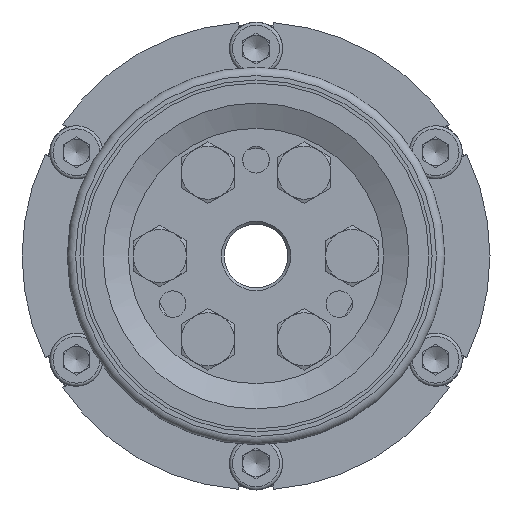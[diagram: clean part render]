
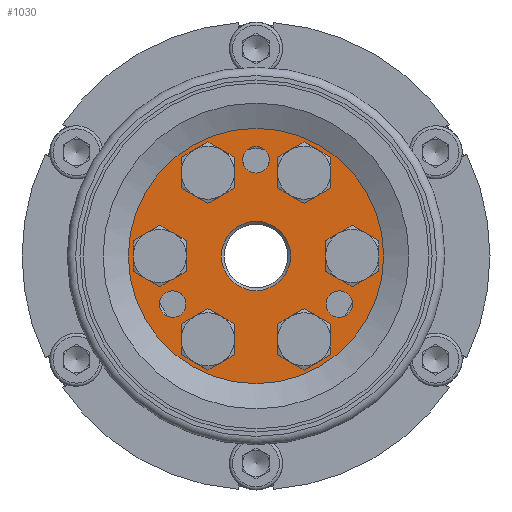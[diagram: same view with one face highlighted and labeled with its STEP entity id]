
A CAD part, left-side view. The second image highlights one B-rep face of the part: STEP entity #1030.
In plain terms, the highlighted planar face has unit normal (-1, 0, 0).
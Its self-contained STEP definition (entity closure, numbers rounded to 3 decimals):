
#1030 = ADVANCED_FACE( '', ( #2626, #2627, #2628, #2629, #2630, #2631, #2632, #2633, #2634, #2635, #2636 ), #2637, .T. );
#2626 = FACE_BOUND( '', #4979, .T. );
#2627 = FACE_OUTER_BOUND( '', #4980, .T. );
#2628 = FACE_BOUND( '', #4981, .T. );
#2629 = FACE_BOUND( '', #4982, .T. );
#2630 = FACE_BOUND( '', #4983, .T. );
#2631 = FACE_BOUND( '', #4984, .T. );
#2632 = FACE_BOUND( '', #4985, .T. );
#2633 = FACE_BOUND( '', #4986, .T. );
#2634 = FACE_BOUND( '', #4987, .T. );
#2635 = FACE_BOUND( '', #4988, .T. );
#2636 = FACE_BOUND( '', #4989, .T. );
#2637 = PLANE( '', #4990 );
#4979 = EDGE_LOOP( '', ( #8134 ) );
#4980 = EDGE_LOOP( '', ( #8135 ) );
#4981 = EDGE_LOOP( '', ( #8136 ) );
#4982 = EDGE_LOOP( '', ( #8137 ) );
#4983 = EDGE_LOOP( '', ( #8138 ) );
#4984 = EDGE_LOOP( '', ( #8139 ) );
#4985 = EDGE_LOOP( '', ( #8140 ) );
#4986 = EDGE_LOOP( '', ( #8141 ) );
#4987 = EDGE_LOOP( '', ( #8142 ) );
#4988 = EDGE_LOOP( '', ( #8143 ) );
#4989 = EDGE_LOOP( '', ( #8144 ) );
#4990 = AXIS2_PLACEMENT_3D( '', #8145, #8146, #8147 );
#8134 = ORIENTED_EDGE( '', *, *, #12327, .T. );
#8135 = ORIENTED_EDGE( '', *, *, #12277, .T. );
#8136 = ORIENTED_EDGE( '', *, *, #12943, .T. );
#8137 = ORIENTED_EDGE( '', *, *, #12944, .T. );
#8138 = ORIENTED_EDGE( '', *, *, #12945, .T. );
#8139 = ORIENTED_EDGE( '', *, *, #12946, .T. );
#8140 = ORIENTED_EDGE( '', *, *, #12947, .T. );
#8141 = ORIENTED_EDGE( '', *, *, #12948, .T. );
#8142 = ORIENTED_EDGE( '', *, *, #12949, .T. );
#8143 = ORIENTED_EDGE( '', *, *, #12950, .T. );
#8144 = ORIENTED_EDGE( '', *, *, #12951, .T. );
#8145 = CARTESIAN_POINT( '', ( -42.05, 0., 5.5 ) );
#8146 = DIRECTION( '', ( -1., 0., 0. ) );
#8147 = DIRECTION( '', ( 0., 0., 1. ) );
#12277 = EDGE_CURVE( '', #14422, #14422, #14423, .T. );
#12327 = EDGE_CURVE( '', #14508, #14508, #14509, .F. );
#12943 = EDGE_CURVE( '', #15533, #15533, #15534, .T. );
#12944 = EDGE_CURVE( '', #15535, #15535, #15536, .T. );
#12945 = EDGE_CURVE( '', #15537, #15537, #15538, .T. );
#12946 = EDGE_CURVE( '', #15539, #15539, #15540, .T. );
#12947 = EDGE_CURVE( '', #15541, #15541, #15542, .T. );
#12948 = EDGE_CURVE( '', #15543, #15543, #15544, .T. );
#12949 = EDGE_CURVE( '', #15545, #15545, #15546, .T. );
#12950 = EDGE_CURVE( '', #15547, #15547, #15548, .T. );
#12951 = EDGE_CURVE( '', #15549, #15549, #15550, .T. );
#14422 = VERTEX_POINT( '', #17682 );
#14423 = CIRCLE( '', #17683, 24. );
#14508 = VERTEX_POINT( '', #17801 );
#14509 = CIRCLE( '', #17802, 6.5 );
#15533 = VERTEX_POINT( '', #19855 );
#15534 = CIRCLE( '', #19856, 2.5 );
#15535 = VERTEX_POINT( '', #19857 );
#15536 = CIRCLE( '', #19858, 2.5 );
#15537 = VERTEX_POINT( '', #19859 );
#15538 = CIRCLE( '', #19860, 2.5 );
#15539 = VERTEX_POINT( '', #19861 );
#15540 = CIRCLE( '', #19862, 4.35 );
#15541 = VERTEX_POINT( '', #19863 );
#15542 = CIRCLE( '', #19864, 4.35 );
#15543 = VERTEX_POINT( '', #19865 );
#15544 = CIRCLE( '', #19866, 4.35 );
#15545 = VERTEX_POINT( '', #19867 );
#15546 = CIRCLE( '', #19868, 4.35 );
#15547 = VERTEX_POINT( '', #19869 );
#15548 = CIRCLE( '', #19870, 4.35 );
#15549 = VERTEX_POINT( '', #19871 );
#15550 = CIRCLE( '', #19872, 4.35 );
#17682 = CARTESIAN_POINT( '', ( -42.05, 0., 24. ) );
#17683 = AXIS2_PLACEMENT_3D( '', #23476, #23477, #23478 );
#17801 = CARTESIAN_POINT( '', ( -42.05, 0., 6.5 ) );
#17802 = AXIS2_PLACEMENT_3D( '', #23542, #23543, #23544 );
#19855 = CARTESIAN_POINT( '', ( -42.05, -15.675, -6.55 ) );
#19856 = AXIS2_PLACEMENT_3D( '', #24352, #24353, #24354 );
#19857 = CARTESIAN_POINT( '', ( -42.05, 0., 20.6 ) );
#19858 = AXIS2_PLACEMENT_3D( '', #24355, #24356, #24357 );
#19859 = CARTESIAN_POINT( '', ( -42.05, 15.675, -6.55 ) );
#19860 = AXIS2_PLACEMENT_3D( '', #24358, #24359, #24360 );
#19861 = CARTESIAN_POINT( '', ( -42.05, 9.05, 20.025 ) );
#19862 = AXIS2_PLACEMENT_3D( '', #24361, #24362, #24363 );
#19863 = CARTESIAN_POINT( '', ( -42.05, 18.1, 4.35 ) );
#19864 = AXIS2_PLACEMENT_3D( '', #24364, #24365, #24366 );
#19865 = CARTESIAN_POINT( '', ( -42.05, -9.05, 20.025 ) );
#19866 = AXIS2_PLACEMENT_3D( '', #24367, #24368, #24369 );
#19867 = CARTESIAN_POINT( '', ( -42.05, -18.1, 4.35 ) );
#19868 = AXIS2_PLACEMENT_3D( '', #24370, #24371, #24372 );
#19869 = CARTESIAN_POINT( '', ( -42.05, -9.05, -11.325 ) );
#19870 = AXIS2_PLACEMENT_3D( '', #24373, #24374, #24375 );
#19871 = CARTESIAN_POINT( '', ( -42.05, 9.05, -11.325 ) );
#19872 = AXIS2_PLACEMENT_3D( '', #24376, #24377, #24378 );
#23476 = CARTESIAN_POINT( '', ( -42.05, 0., 0. ) );
#23477 = DIRECTION( '', ( -1., 0., 0. ) );
#23478 = DIRECTION( '', ( 0., 0., 1. ) );
#23542 = CARTESIAN_POINT( '', ( -42.05, 0., 0. ) );
#23543 = DIRECTION( '', ( -1., 0., 0. ) );
#23544 = DIRECTION( '', ( 0., 0., 1. ) );
#24352 = CARTESIAN_POINT( '', ( -42.05, -15.675, -9.05 ) );
#24353 = DIRECTION( '', ( 1., 0., 0. ) );
#24354 = DIRECTION( '', ( 0., 0., 1. ) );
#24355 = CARTESIAN_POINT( '', ( -42.05, 0., 18.1 ) );
#24356 = DIRECTION( '', ( 1., 0., 0. ) );
#24357 = DIRECTION( '', ( 0., 0., 1. ) );
#24358 = CARTESIAN_POINT( '', ( -42.05, 15.675, -9.05 ) );
#24359 = DIRECTION( '', ( 1., 0., 0. ) );
#24360 = DIRECTION( '', ( 0., 0., 1. ) );
#24361 = CARTESIAN_POINT( '', ( -42.05, 9.05, 15.675 ) );
#24362 = DIRECTION( '', ( 1., 0., 0. ) );
#24363 = DIRECTION( '', ( 0., 0., 1. ) );
#24364 = CARTESIAN_POINT( '', ( -42.05, 18.1, 0. ) );
#24365 = DIRECTION( '', ( 1., 0., 0. ) );
#24366 = DIRECTION( '', ( 0., 0., 1. ) );
#24367 = CARTESIAN_POINT( '', ( -42.05, -9.05, 15.675 ) );
#24368 = DIRECTION( '', ( 1., 0., 0. ) );
#24369 = DIRECTION( '', ( 0., 0., 1. ) );
#24370 = CARTESIAN_POINT( '', ( -42.05, -18.1, 0. ) );
#24371 = DIRECTION( '', ( 1., 0., 0. ) );
#24372 = DIRECTION( '', ( 0., 0., 1. ) );
#24373 = CARTESIAN_POINT( '', ( -42.05, -9.05, -15.675 ) );
#24374 = DIRECTION( '', ( 1., 0., 0. ) );
#24375 = DIRECTION( '', ( 0., 0., 1. ) );
#24376 = CARTESIAN_POINT( '', ( -42.05, 9.05, -15.675 ) );
#24377 = DIRECTION( '', ( 1., 0., 0. ) );
#24378 = DIRECTION( '', ( 0., 0., 1. ) );
